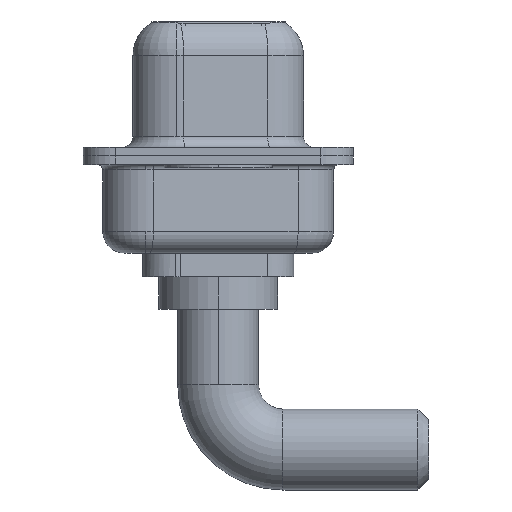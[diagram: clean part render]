
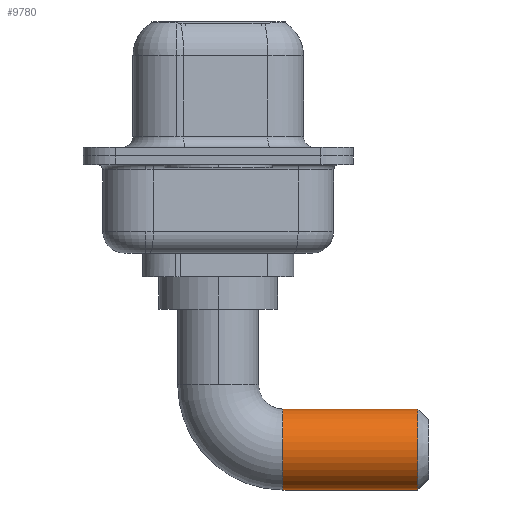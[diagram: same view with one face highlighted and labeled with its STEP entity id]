
A CAD part, left-side view. The second image highlights one B-rep face of the part: STEP entity #9780.
In plain terms, the highlighted cylindrical face has radius 1.875 mm (diameter 3.75 mm), a partial arc.
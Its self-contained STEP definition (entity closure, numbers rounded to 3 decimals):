
#12 = EDGE_CURVE ( 'NONE', #7831, #8822, #9380, .T. ) ;
#594 = CARTESIAN_POINT ( 'NONE',  ( 0., -3., -4.625 ) ) ;
#765 = FACE_OUTER_BOUND ( 'NONE', #6507, .T. ) ;
#1007 = VECTOR ( 'NONE', #1326, 1000. ) ;
#1326 = DIRECTION ( 'NONE',  ( 0., -1., 0. ) ) ;
#1612 = VERTEX_POINT ( 'NONE', #4118 ) ;
#1831 = DIRECTION ( 'NONE',  ( 0., -1., 0. ) ) ;
#1918 = ORIENTED_EDGE ( 'NONE', *, *, #12, .T. ) ;
#2040 = ORIENTED_EDGE ( 'NONE', *, *, #8533, .T. ) ;
#2681 = VERTEX_POINT ( 'NONE', #10369 ) ;
#2720 = EDGE_CURVE ( 'NONE', #1612, #2681, #3757, .T. ) ;
#2948 = CARTESIAN_POINT ( 'NONE',  ( 0., -9.25, -6.5 ) ) ;
#3757 = LINE ( 'NONE', #594, #1007 ) ;
#3781 = ORIENTED_EDGE ( 'NONE', *, *, #5143, .T. ) ;
#3973 = CYLINDRICAL_SURFACE ( 'NONE', #5641, 1.875 ) ;
#4118 = CARTESIAN_POINT ( 'NONE',  ( 0., -3., -4.625 ) ) ;
#4642 = CARTESIAN_POINT ( 'NONE',  ( 0., -9.25, -8.375 ) ) ;
#5143 = EDGE_CURVE ( 'NONE', #8822, #2681, #9768, .T. ) ;
#5410 = AXIS2_PLACEMENT_3D ( 'NONE', #2948, #5990, #6133 ) ;
#5612 = CIRCLE ( 'NONE', #7628, 1.875 ) ;
#5641 = AXIS2_PLACEMENT_3D ( 'NONE', #7167, #9414, #10354 ) ;
#5990 = DIRECTION ( 'NONE',  ( 0., 1., 0. ) ) ;
#6133 = DIRECTION ( 'NONE',  ( 0., 0., -1. ) ) ;
#6238 = CARTESIAN_POINT ( 'NONE',  ( 0., -3., -8.375 ) ) ;
#6507 = EDGE_LOOP ( 'NONE', ( #9861, #2040, #1918, #3781 ) ) ;
#6598 = CARTESIAN_POINT ( 'NONE',  ( 0., -3., -6.5 ) ) ;
#6987 = DIRECTION ( 'NONE',  ( 0., -1., 0. ) ) ;
#7167 = CARTESIAN_POINT ( 'NONE',  ( 0., -3., -6.5 ) ) ;
#7628 = AXIS2_PLACEMENT_3D ( 'NONE', #6598, #1831, #8700 ) ;
#7831 = VERTEX_POINT ( 'NONE', #9143 ) ;
#8533 = EDGE_CURVE ( 'NONE', #1612, #7831, #5612, .T. ) ;
#8700 = DIRECTION ( 'NONE',  ( -1., 0., 0. ) ) ;
#8822 = VERTEX_POINT ( 'NONE', #4642 ) ;
#9143 = CARTESIAN_POINT ( 'NONE',  ( 0., -3., -8.375 ) ) ;
#9380 = LINE ( 'NONE', #6238, #9754 ) ;
#9414 = DIRECTION ( 'NONE',  ( 0., -1., 0. ) ) ;
#9754 = VECTOR ( 'NONE', #6987, 1000. ) ;
#9768 = CIRCLE ( 'NONE', #5410, 1.875 ) ;
#9780 = ADVANCED_FACE ( 'NONE', ( #765 ), #3973, .T. ) ;
#9861 = ORIENTED_EDGE ( 'NONE', *, *, #2720, .F. ) ;
#10354 = DIRECTION ( 'NONE',  ( 0., 0., -1. ) ) ;
#10369 = CARTESIAN_POINT ( 'NONE',  ( 0., -9.25, -4.625 ) ) ;
